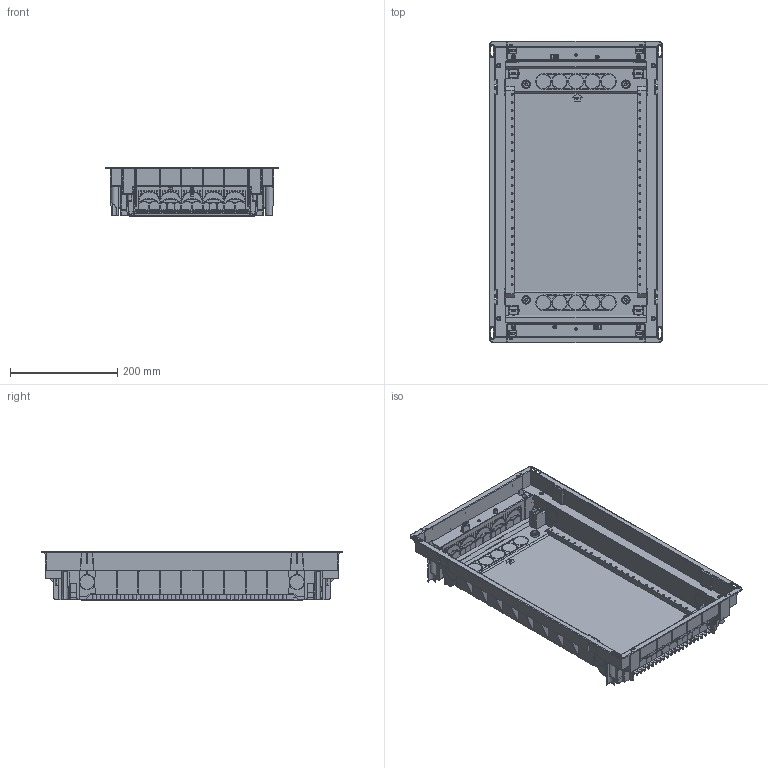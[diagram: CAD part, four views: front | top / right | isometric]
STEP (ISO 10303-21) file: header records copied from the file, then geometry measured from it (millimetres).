
FILE_DESCRIPTION (( 'STEP AP214' ), '1' );
FILE_NAME ('c_bk0850032a_3d.stp', '2022-05-04T12:27:50', ( '' ), ( '' ), 'SwSTEP 2.0', 'SolidWorks 2021', '' );
FILE_SCHEMA (( 'AUTOMOTIVE_DESIGN' ));
Length unit declared in the file: millimetre
Products named in the file (1): c_bk0850032a_3d
Bounding box: 324 x 562.7 x 91 mm (x, y, z)
Volume: 774133.6 mm3; surface area: 806376.1 mm2
Topology: 3 solids, 3 shells, 5194 faces, 13552 edges, 8428 vertices
Faces by surface type: plane 2891, cylinder 1168, cone 496, bspline 455, sphere 168, torus 16
Entity records: 231280 total; most frequent: CARTESIAN_POINT 54510, ORIENTED_EDGE 26768, DIRECTION 22312, EDGE_CURVE 13384, VECTOR 8632, LINE 8632, VERTEX_POINT 8428, AXIS2_PLACEMENT_3D 6840
